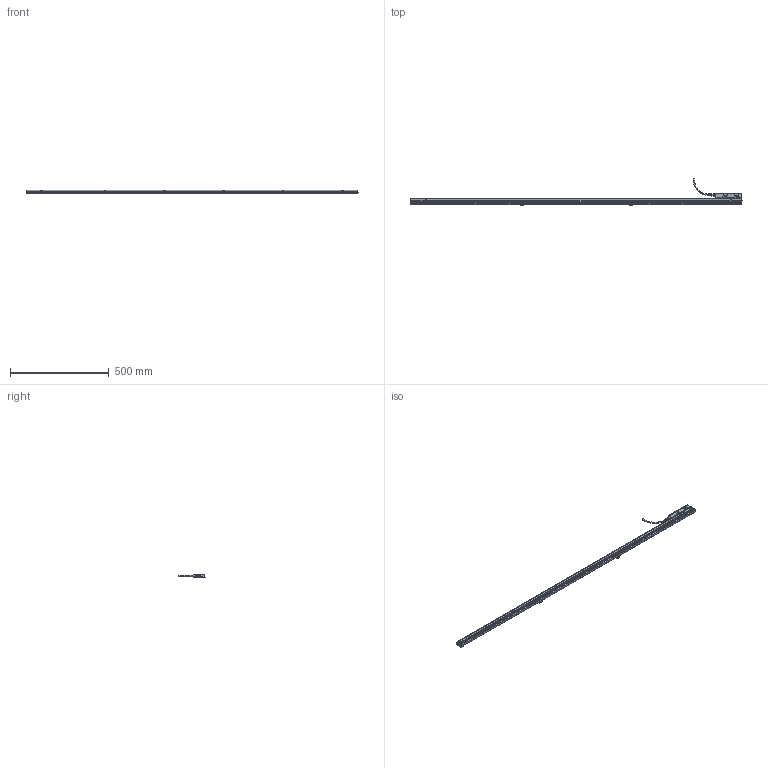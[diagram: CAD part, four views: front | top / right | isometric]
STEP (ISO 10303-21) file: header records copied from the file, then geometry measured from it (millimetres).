
FILE_DESCRIPTION(('CATIA V5 STEP'),'2;1');
FILE_NAME('SR27A-154-R.stp','2014-10-02T04:26:55+00:00',('none'),('none'),'CATIA Version 5 Release 19 SP 6 (IN-10)','CATIA V5 STEP AP214','none');
FILE_SCHEMA(('AUTOMOTIVE_DESIGN { 1 0 10303 214 1 1 1 1 }'));
Length unit declared in the file: millimetre
Products named in the file (1): SR27A-154-R
Bounding box: 1678 x 141.2 x 17.85 mm (x, y, z)
Volume: 786.8 mm3; surface area: 231780.4 mm2
Topology: 64 solids, 66 shells, 3141 faces, 8340 edges, 5345 vertices
Faces by surface type: plane 1615, cylinder 1156, cone 140, torus 132, bspline 72, sphere 26
Entity records: 93992 total; most frequent: CARTESIAN_POINT 22977, ORIENTED_EDGE 16596, DIRECTION 11243, EDGE_CURVE 8294, VERTEX_POINT 5345, VECTOR 5029, LINE 5029, AXIS2_PLACEMENT_3D 4413
